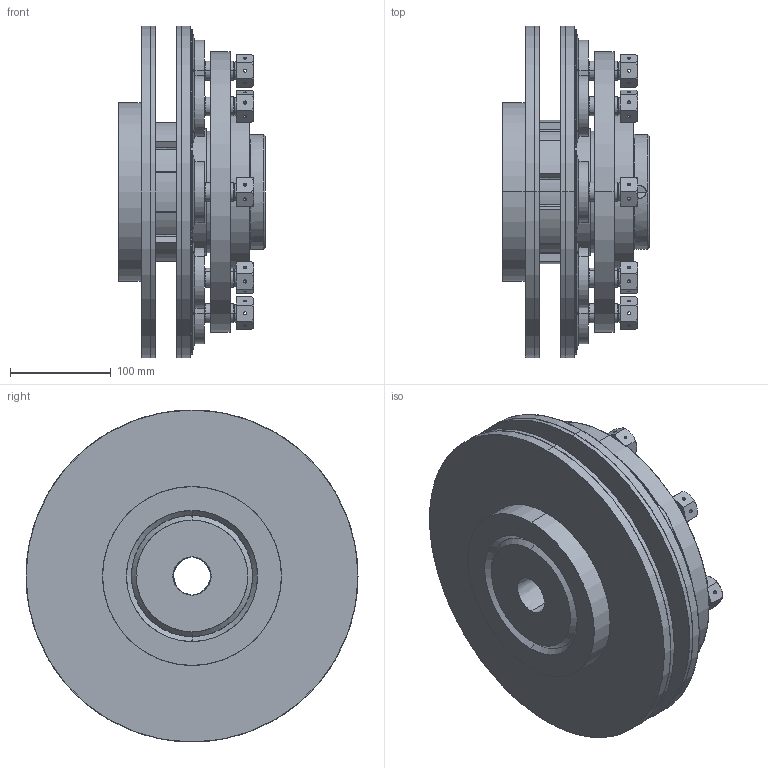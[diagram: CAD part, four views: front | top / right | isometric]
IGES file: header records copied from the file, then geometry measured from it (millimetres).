
Start section: SolidWorks IGES file using analytic representation for surfaces
Global section: file name: 13DEFAU0325153365795.igs; native system: SolidWorks 2009; preprocessor: SolidWorks 2009; author: partstream; date: 090325.153307; units: inch
Bounding box: 146.05 x 330.2 x 330.2 mm (x, y, z)
Surface area: 1013809.5 mm2 (no closed solid volume)
Topology: 0 solids, 0 shells, 927 faces, 16506 edges, 16502 vertices
Faces by surface type: revolution 514, bspline 413
